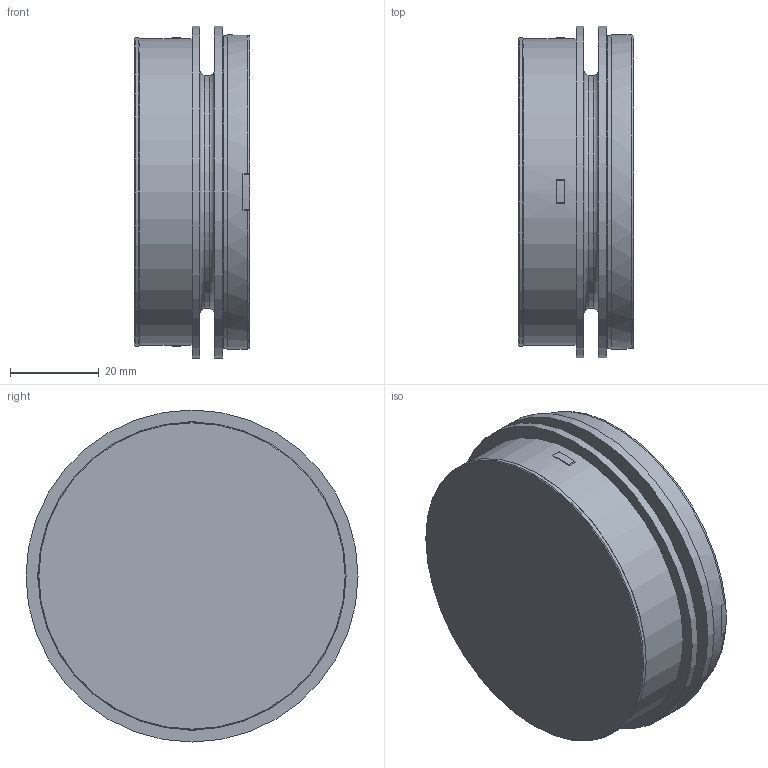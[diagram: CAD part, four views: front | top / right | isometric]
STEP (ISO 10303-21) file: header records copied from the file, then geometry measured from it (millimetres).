
FILE_DESCRIPTION(/* description */ (''),/* implementation_level */ '2;1');
FILE_NAME(/* name */ '31105_Support_ipt_79716e66.STEP',/* time_stamp */ '2018-12-04T14:45:37+01:00',/* author */ ('chsl'),/* organization */ (''),/* preprocessor_version */ 'ST-DEVELOPER v17',/* originating_system */ 'Autodesk Inventor 2019',/* authorisation */ '');
FILE_SCHEMA (('AUTOMOTIVE_DESIGN { 1 0 10303 214 3 1 1 }'));
Length unit declared in the file: millimetre
Products named in the file (1): 31105_Support
Bounding box: 26 x 75 x 75 mm (x, y, z)
Volume: 87437.5 mm3; surface area: 23210.6 mm2
Topology: 1 solids, 2 shells, 47 faces, 116 edges, 80 vertices
Faces by surface type: plane 26, cylinder 14, torus 4, cone 3
Full cylindrical faces by diameter (mm): 2.5 x1, 48 x1, 52.65 x1, 69.2 x1, 69.6 x1, 70.732 x1, 71 x1, 75 x2
Entity records: 1542 total; most frequent: CARTESIAN_POINT 318, DIRECTION 267, ORIENTED_EDGE 232, EDGE_CURVE 116, AXIS2_PLACEMENT_3D 108, VERTEX_POINT 80, CIRCLE 60, EDGE_LOOP 54
